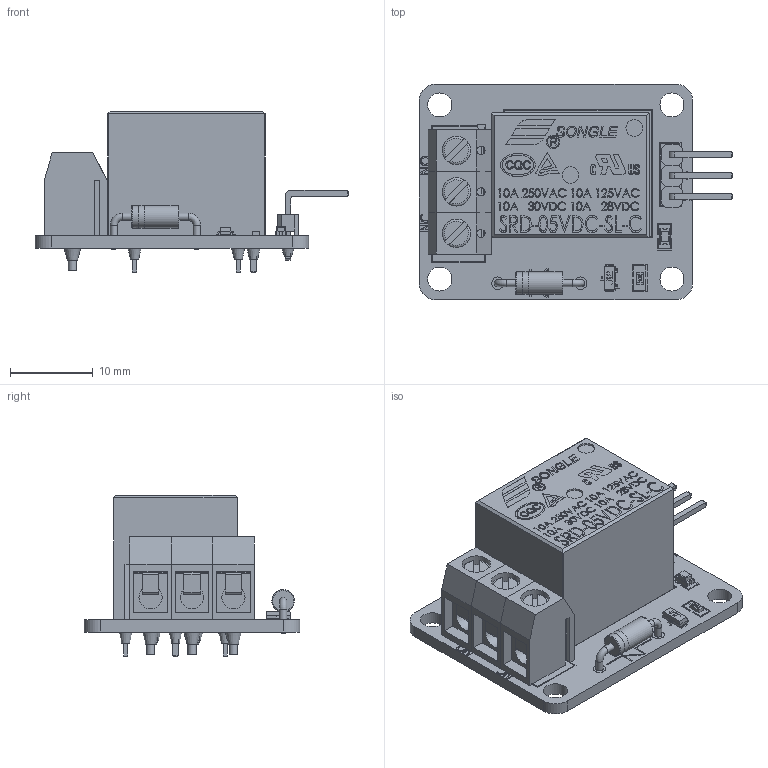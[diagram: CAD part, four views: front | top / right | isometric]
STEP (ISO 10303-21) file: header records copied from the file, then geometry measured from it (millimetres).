
FILE_DESCRIPTION((''),'2;1');
FILE_NAME('KY-019.stp','2020-06-06T12:47:16',('David'),(''),'Autodesk Inventor 2012','Autodesk Inventor 2012','');
FILE_SCHEMA(('AUTOMOTIVE_DESIGN { 1 0 10303 214 1 1 1 1 }'));
Length unit declared in the file: millimetre
Products named in the file (1): KY-019_包膜_1
Bounding box: 37.85 x 26 x 19.51 mm (x, y, z)
Surface area: 4706 mm2 (no closed solid volume)
Topology: 0 solids, 152 shells, 445 faces, 2968 edges, 2671 vertices
Faces by surface type: plane 371, cylinder 47, cone 13, torus 10, bspline 4
Full cylindrical faces by diameter (mm): 0.86 x4, 0.9 x2, 1 x4, 2 x2, 2.72 x2, 2.73 x1, 2.8 x3, 2.9 x4, 3.42 x3
Entity records: 38780 total; most frequent: CARTESIAN_POINT 17781, ORIENTED_EDGE 3406, DIRECTION 3033, EDGE_CURVE 2903, VERTEX_POINT 2656, VECTOR 1727, LINE 1727, B_SPLINE_CURVE_WITH_KNOTS 902
